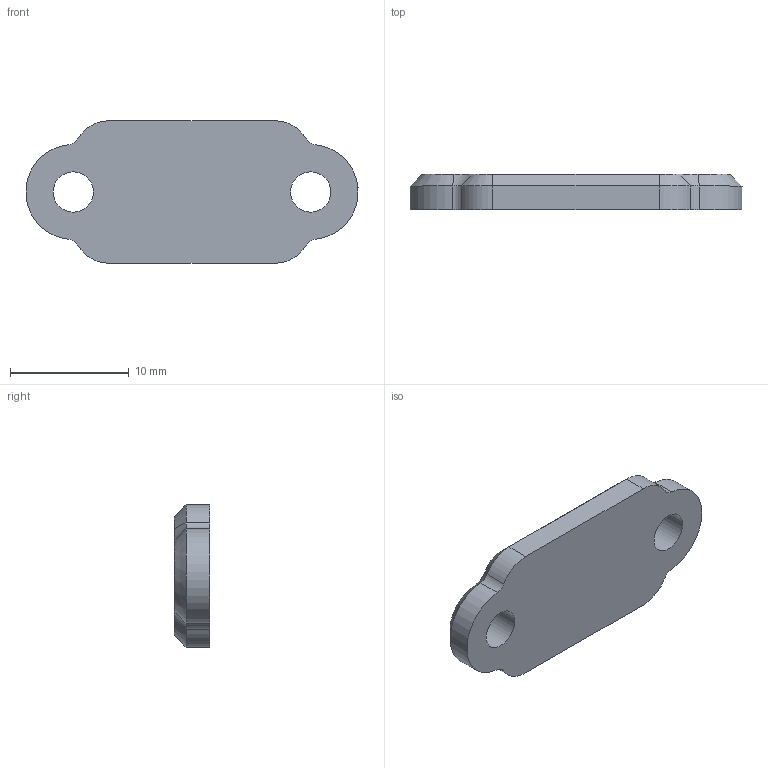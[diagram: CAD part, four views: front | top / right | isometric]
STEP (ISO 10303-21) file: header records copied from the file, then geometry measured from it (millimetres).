
FILE_DESCRIPTION(('FreeCAD Model'),'2;1');
FILE_NAME('Open CASCADE Shape Model','2023-04-30T17:29:10',('Author'),( ''),'Open CASCADE STEP processor 7.5','FreeCAD','Unknown');
FILE_SCHEMA(('AUTOMOTIVE_DESIGN { 1 0 10303 214 1 1 1 1 }'));
Length unit declared in the file: millimetre
Products named in the file (1): lid.rod.L
Bounding box: 27.97 x 3 x 12 mm (x, y, z)
Volume: 761.5 mm3; surface area: 756.8 mm2
Topology: 1 solids, 1 shells, 28 faces, 66 edges, 40 vertices
Faces by surface type: cylinder 8, bspline 8, cone 6, plane 6
Full cylindrical faces by diameter (mm): 3.4 x2
Entity records: 1971 total; most frequent: CARTESIAN_POINT 754, DIRECTION 181, ORIENTED_EDGE 132, PCURVE 132, DEFINITIONAL_REPRESENTATION 132, LINE 89, VECTOR 89, B_SPLINE_CURVE_WITH_KNOTS 71
